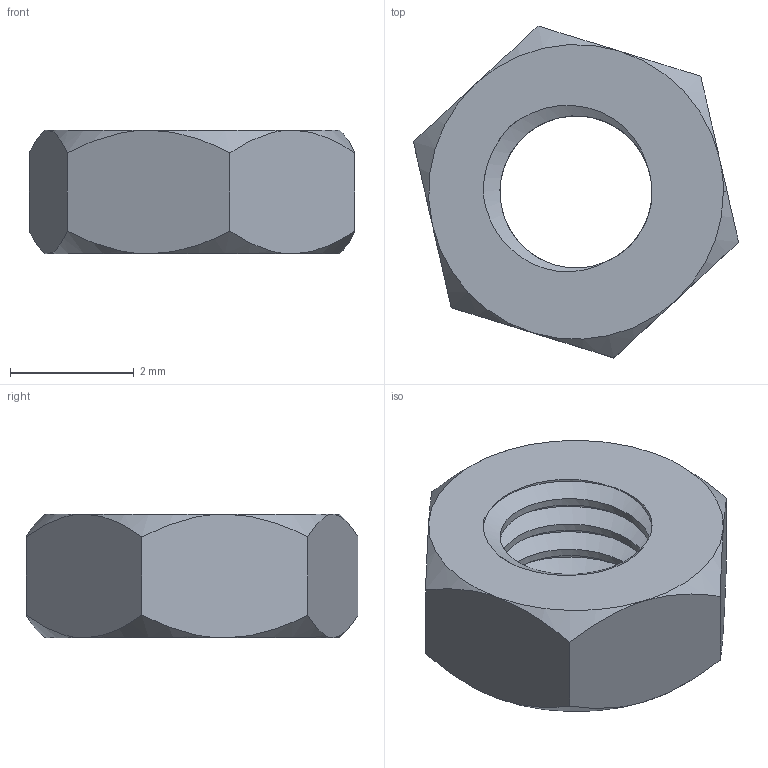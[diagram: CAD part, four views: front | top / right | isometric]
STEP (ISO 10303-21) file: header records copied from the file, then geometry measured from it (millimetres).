
FILE_DESCRIPTION (( 'STEP AP203' ), '1' );
FILE_NAME ('Porca M3.STEP', '2023-07-19T20:36:01', ( '' ), ( '' ), 'SwSTEP 2.0', 'SolidWorks 2022', '' );
FILE_SCHEMA (( 'CONFIG_CONTROL_DESIGN' ));
Length unit declared in the file: millimetre
Products named in the file (1): Porca M3
Bounding box: 5.26 x 5.36 x 2 mm (x, y, z)
Volume: 27.4 mm3; surface area: 85.8 mm2
Topology: 1 solids, 1 shells, 34 faces, 83 edges, 51 vertices
Faces by surface type: cone 14, cylinder 9, plane 8, bspline 3
Entity records: 1908 total; most frequent: CARTESIAN_POINT 1150, ORIENTED_EDGE 166, DIRECTION 112, EDGE_CURVE 83, VERTEX_POINT 51, AXIS2_PLACEMENT_3D 48, EDGE_LOOP 36, ADVANCED_FACE 34
